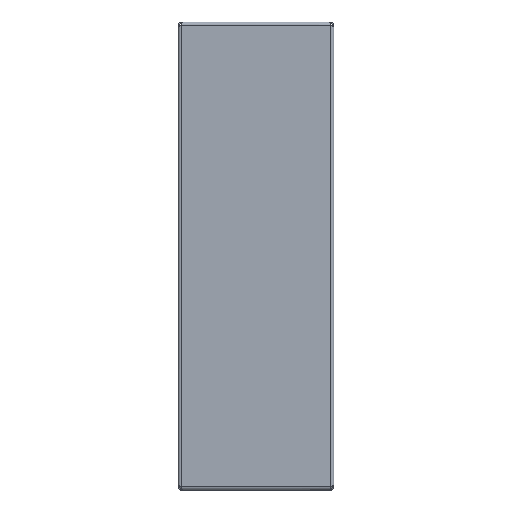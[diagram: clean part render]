
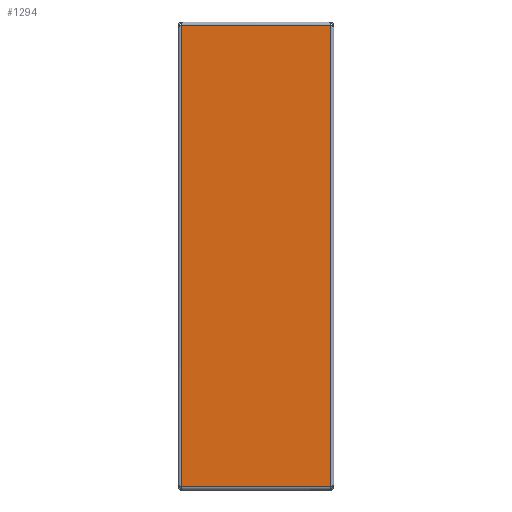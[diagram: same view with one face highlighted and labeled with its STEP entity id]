
A CAD part, front view. The second image highlights one B-rep face of the part: STEP entity #1294.
In plain terms, the highlighted planar face has unit normal (0, -1, 0).
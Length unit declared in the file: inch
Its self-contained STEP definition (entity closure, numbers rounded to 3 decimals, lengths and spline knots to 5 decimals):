
#417 = VERTEX_POINT ( 'NONE', #5296 ) ;
#495 = EDGE_LOOP ( 'NONE', ( #4827, #7683, #6176, #6977 ) ) ;
#583 = CARTESIAN_POINT ( 'NONE',  ( -12.97072, 0., -0.99362 ) ) ;
#1079 = VECTOR ( 'NONE', #6901, 39.37008 ) ;
#1228 = CARTESIAN_POINT ( 'NONE',  ( -12.97072, 0., -24.68362 ) ) ;
#1294 = ADVANCED_FACE ( 'NONE', ( #1375 ), #3795, .T. ) ;
#1375 = FACE_OUTER_BOUND ( 'NONE', #495, .T. ) ;
#1457 = DIRECTION ( 'NONE',  ( 0., -1., 0. ) ) ;
#2103 = VECTOR ( 'NONE', #3648, 39.37008 ) ;
#2264 = VERTEX_POINT ( 'NONE', #7329 ) ;
#2620 = CARTESIAN_POINT ( 'NONE',  ( 3.845, 0., 0. ) ) ;
#3039 = EDGE_CURVE ( 'NONE', #417, #5424, #7225, .T. ) ;
#3145 = VERTEX_POINT ( 'NONE', #3791 ) ;
#3648 = DIRECTION ( 'NONE',  ( 1., 0., 0. ) ) ;
#3734 = DIRECTION ( 'NONE',  ( 0., 0., 1. ) ) ;
#3791 = CARTESIAN_POINT ( 'NONE',  ( -3.845, 0., -24.68362 ) ) ;
#3795 = PLANE ( 'NONE',  #4067 ) ;
#3805 = VECTOR ( 'NONE', #4233, 39.37008 ) ;
#3876 = DIRECTION ( 'NONE',  ( 0., 0., -1. ) ) ;
#3939 = CARTESIAN_POINT ( 'NONE',  ( -3.845, 0., -0.99362 ) ) ;
#4067 = AXIS2_PLACEMENT_3D ( 'NONE', #6221, #1457, #3876 ) ;
#4206 = LINE ( 'NONE', #1228, #2103 ) ;
#4233 = DIRECTION ( 'NONE',  ( -1., 0., 0. ) ) ;
#4827 = ORIENTED_EDGE ( 'NONE', *, *, #6681, .T. ) ;
#5138 = LINE ( 'NONE', #6710, #1079 ) ;
#5296 = CARTESIAN_POINT ( 'NONE',  ( 3.845, 0., -0.99362 ) ) ;
#5424 = VERTEX_POINT ( 'NONE', #3939 ) ;
#6176 = ORIENTED_EDGE ( 'NONE', *, *, #7785, .T. ) ;
#6221 = CARTESIAN_POINT ( 'NONE',  ( -12.97072, 0., 0. ) ) ;
#6681 = EDGE_CURVE ( 'NONE', #5424, #3145, #5138, .T. ) ;
#6710 = CARTESIAN_POINT ( 'NONE',  ( -3.845, 0., 0. ) ) ;
#6901 = DIRECTION ( 'NONE',  ( 0., 0., -1. ) ) ;
#6977 = ORIENTED_EDGE ( 'NONE', *, *, #3039, .T. ) ;
#7225 = LINE ( 'NONE', #583, #3805 ) ;
#7329 = CARTESIAN_POINT ( 'NONE',  ( 3.845, 0., -24.68362 ) ) ;
#7363 = LINE ( 'NONE', #2620, #7453 ) ;
#7434 = EDGE_CURVE ( 'NONE', #3145, #2264, #4206, .T. ) ;
#7453 = VECTOR ( 'NONE', #3734, 39.37008 ) ;
#7683 = ORIENTED_EDGE ( 'NONE', *, *, #7434, .T. ) ;
#7785 = EDGE_CURVE ( 'NONE', #2264, #417, #7363, .T. ) ;
